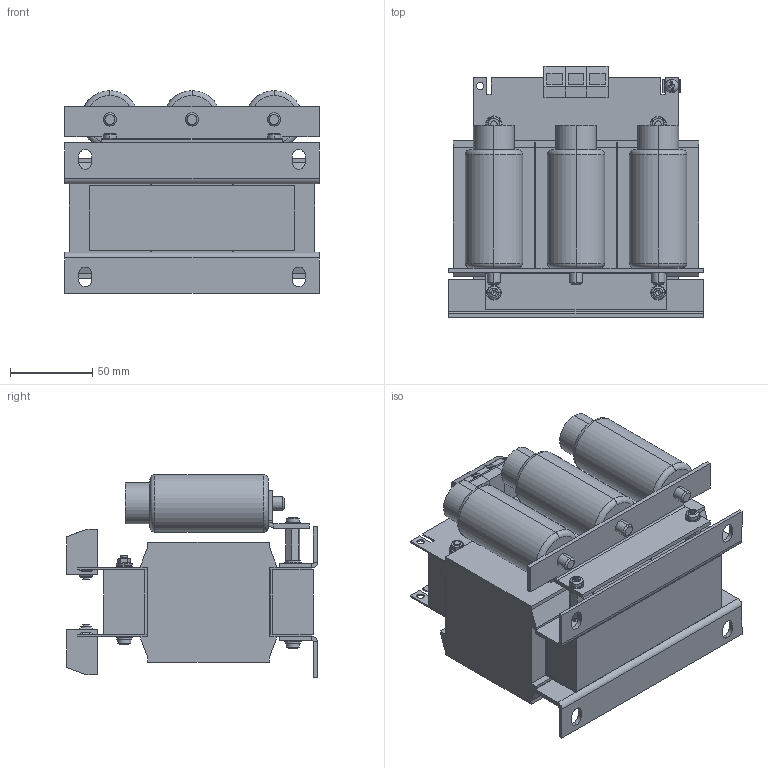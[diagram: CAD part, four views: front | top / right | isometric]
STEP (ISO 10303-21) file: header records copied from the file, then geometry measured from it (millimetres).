
FILE_DESCRIPTION (( 'STEP AP214' ), '1' );
FILE_NAME ('146965.STEP', '2020-05-29T02:47:28', ( '' ), ( '' ), 'SwSTEP 2.0', 'SolidWorks 2018', '' );
FILE_SCHEMA (( 'AUTOMOTIVE_DESIGN' ));
Length unit declared in the file: millimetre
Products named in the file (1): 146965
Bounding box: 155 x 152.8 x 123.35 mm (x, y, z)
Volume: 1411812.4 mm3; surface area: 189425.4 mm2
Topology: 1 solids, 1 shells, 775 faces, 1910 edges, 1162 vertices
Faces by surface type: plane 495, cylinder 146, cone 62, torus 36, bspline 24, sphere 12
Entity records: 23588 total; most frequent: CARTESIAN_POINT 5454, ORIENTED_EDGE 3788, DIRECTION 3684, EDGE_CURVE 1894, AXIS2_PLACEMENT_3D 1256, LINE 1172, VECTOR 1172, VERTEX_POINT 1162
